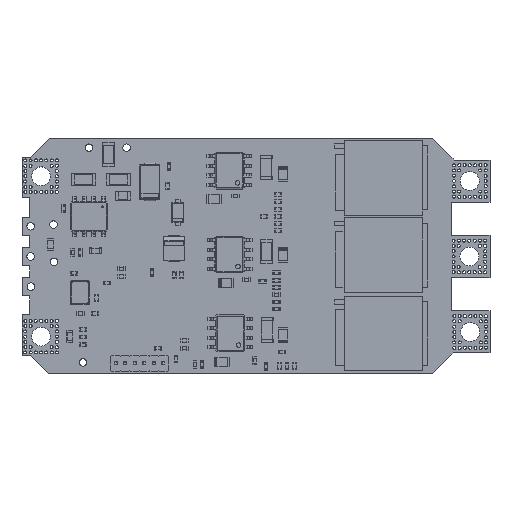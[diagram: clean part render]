
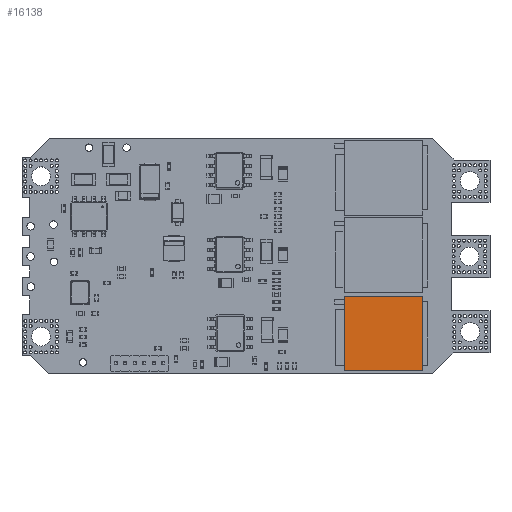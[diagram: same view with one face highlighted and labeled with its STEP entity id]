
A CAD part, top view. The second image highlights one B-rep face of the part: STEP entity #16138.
In plain terms, the highlighted planar face has unit normal (0, 0, 1).
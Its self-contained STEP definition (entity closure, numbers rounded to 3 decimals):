
#16009 = VERTEX_POINT('',#16010);
#16010 = CARTESIAN_POINT('',(-4.95,5.252,2.5));
#16016 = EDGE_CURVE('',#16009,#16017,#16019,.T.);
#16017 = VERTEX_POINT('',#16018);
#16018 = CARTESIAN_POINT('',(4.95,5.252,2.5));
#16019 = LINE('',#16020,#16021);
#16020 = CARTESIAN_POINT('',(-4.95,5.252,2.5));
#16021 = VECTOR('',#16022,1.);
#16022 = DIRECTION('',(1.,0.,0.));
#16047 = EDGE_CURVE('',#16017,#16048,#16050,.T.);
#16048 = VERTEX_POINT('',#16049);
#16049 = CARTESIAN_POINT('',(4.95,-5.178,2.5));
#16050 = LINE('',#16051,#16052);
#16051 = CARTESIAN_POINT('',(4.95,5.252,2.5));
#16052 = VECTOR('',#16053,1.);
#16053 = DIRECTION('',(0.,-1.,0.));
#16078 = EDGE_CURVE('',#16048,#16079,#16081,.T.);
#16079 = VERTEX_POINT('',#16080);
#16080 = CARTESIAN_POINT('',(-4.95,-5.178,2.5));
#16081 = LINE('',#16082,#16083);
#16082 = CARTESIAN_POINT('',(4.95,-5.178,2.5));
#16083 = VECTOR('',#16084,1.);
#16084 = DIRECTION('',(-1.,0.,0.));
#16109 = EDGE_CURVE('',#16079,#16009,#16110,.T.);
#16110 = LINE('',#16111,#16112);
#16111 = CARTESIAN_POINT('',(-4.95,-5.178,2.5));
#16112 = VECTOR('',#16113,1.);
#16113 = DIRECTION('',(0.,1.,0.));
#16138 = ADVANCED_FACE('',(#16139),#16145,.F.);
#16139 = FACE_BOUND('',#16140,.F.);
#16140 = EDGE_LOOP('',(#16141,#16142,#16143,#16144));
#16141 = ORIENTED_EDGE('',*,*,#16016,.T.);
#16142 = ORIENTED_EDGE('',*,*,#16047,.T.);
#16143 = ORIENTED_EDGE('',*,*,#16078,.T.);
#16144 = ORIENTED_EDGE('',*,*,#16109,.T.);
#16145 = PLANE('',#16146);
#16146 = AXIS2_PLACEMENT_3D('',#16147,#16148,#16149);
#16147 = CARTESIAN_POINT('',(0.,0.037,2.5));
#16148 = DIRECTION('',(-0.,-0.,-1.));
#16149 = DIRECTION('',(-1.,0.,0.));
